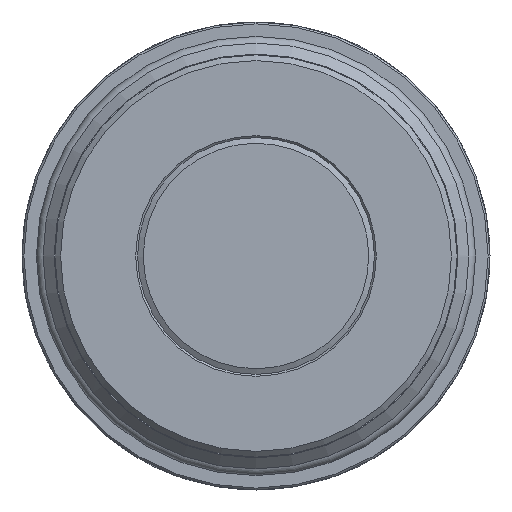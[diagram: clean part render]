
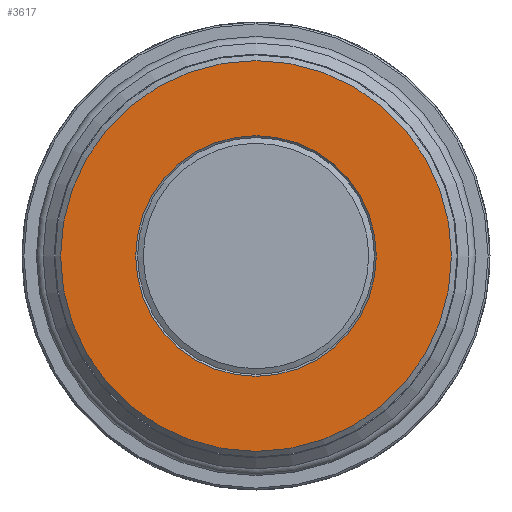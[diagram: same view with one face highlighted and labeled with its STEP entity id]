
A CAD part, left-side view. The second image highlights one B-rep face of the part: STEP entity #3617.
In plain terms, the highlighted planar face has unit normal (-1, 0, 0).
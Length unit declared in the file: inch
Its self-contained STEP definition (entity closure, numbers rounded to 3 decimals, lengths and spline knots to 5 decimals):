
#3575=CARTESIAN_POINT('',(0.,0.635,0.0));
#3576=VERTEX_POINT('',#3575);
#3577=CARTESIAN_POINT('',(0.,0.0,0.0));
#3578=DIRECTION('',(1.0,0.0,0.0));
#3579=DIRECTION('',(0.0,1.0,0.0));
#3580=AXIS2_PLACEMENT_3D('',#3577,#3578,#3579);
#3581=CIRCLE('',#3580,0.635);
#3582=EDGE_CURVE('',#3576,#3576,#3581,.T.);
#3598=CARTESIAN_POINT('',(0.,0.83325,0.0));
#3599=DIRECTION('',(-1.0,0.0,0.0));
#3600=DIRECTION('',(0.0,0.0,1.0));
#3601=AXIS2_PLACEMENT_3D('',#3598,#3599,#3600);
#3602=PLANE('',#3601);
#3603=CARTESIAN_POINT('',(0.,1.0315,0.0));
#3604=VERTEX_POINT('',#3603);
#3605=CARTESIAN_POINT('',(0.0,0.0,0.0));
#3606=DIRECTION('',(1.0,0.0,0.0));
#3607=DIRECTION('',(0.0,1.0,0.0));
#3608=AXIS2_PLACEMENT_3D('',#3605,#3606,#3607);
#3609=CIRCLE('',#3608,1.0315);
#3610=EDGE_CURVE('',#3604,#3604,#3609,.T.);
#3611=ORIENTED_EDGE('',*,*,#3610,.F.);
#3612=EDGE_LOOP('',(#3611));
#3613=FACE_OUTER_BOUND('',#3612,.T.);
#3614=ORIENTED_EDGE('',*,*,#3582,.T.);
#3615=EDGE_LOOP('',(#3614));
#3616=FACE_BOUND('',#3615,.T.);
#3617=ADVANCED_FACE('',(#3613,#3616),#3602,.T.);
